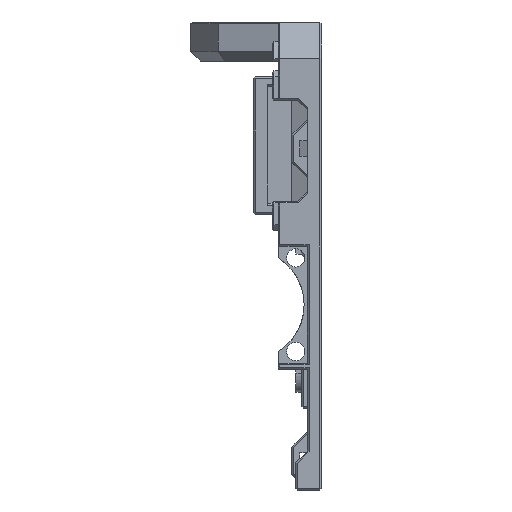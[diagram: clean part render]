
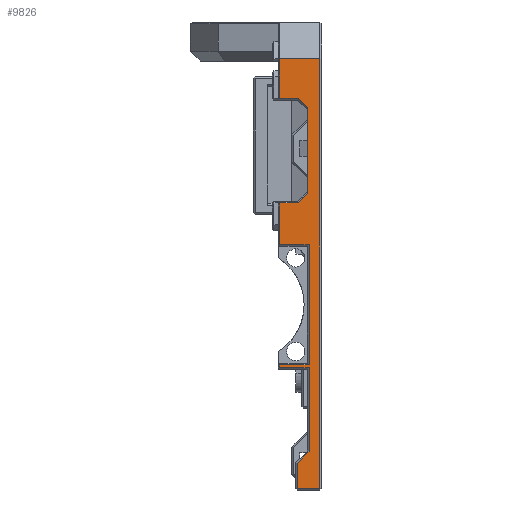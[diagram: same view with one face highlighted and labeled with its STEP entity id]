
A CAD part, left-side view. The second image highlights one B-rep face of the part: STEP entity #9826.
In plain terms, the highlighted planar face has unit normal (-1, 0, 0).
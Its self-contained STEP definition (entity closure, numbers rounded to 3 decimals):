
#268 = CARTESIAN_POINT ( 'NONE',  ( -59.4, 10.7, -24. ) ) ;
#280 = ORIENTED_EDGE ( 'NONE', *, *, #10554, .T. ) ;
#725 = CARTESIAN_POINT ( 'NONE',  ( -59.4, -46.683, 4.717 ) ) ;
#934 = DIRECTION ( 'NONE',  ( 0., 1., 0. ) ) ;
#987 = VECTOR ( 'NONE', #17961, 1000. ) ;
#1180 = ORIENTED_EDGE ( 'NONE', *, *, #18067, .T. ) ;
#1187 = EDGE_CURVE ( 'NONE', #20264, #23209, #8506, .T. ) ;
#1332 = CARTESIAN_POINT ( 'NONE',  ( -59.4, 10.7, 7.9 ) ) ;
#1385 = DIRECTION ( 'NONE',  ( 0., 0., -1. ) ) ;
#1585 = EDGE_CURVE ( 'NONE', #20280, #11259, #14036, .T. ) ;
#1901 = VERTEX_POINT ( 'NONE', #7600 ) ;
#2388 = LINE ( 'NONE', #268, #2762 ) ;
#2393 = VECTOR ( 'NONE', #15551, 1000. ) ;
#2547 = EDGE_CURVE ( 'NONE', #21790, #12536, #7679, .T. ) ;
#2738 = EDGE_CURVE ( 'NONE', #20264, #24089, #4525, .T. ) ;
#2762 = VECTOR ( 'NONE', #10128, 1000. ) ;
#2850 = LINE ( 'NONE', #13890, #22981 ) ;
#2944 = VECTOR ( 'NONE', #14142, 1000. ) ;
#3023 = VERTEX_POINT ( 'NONE', #24729 ) ;
#3359 = ORIENTED_EDGE ( 'NONE', *, *, #1585, .T. ) ;
#3387 = CARTESIAN_POINT ( 'NONE',  ( -59.4, 0.4, 55.6 ) ) ;
#3551 = CARTESIAN_POINT ( 'NONE',  ( -59.4, 3.6, 55. ) ) ;
#3682 = EDGE_CURVE ( 'NONE', #15974, #7762, #10544, .T. ) ;
#3994 = CARTESIAN_POINT ( 'NONE',  ( -59.4, 3.6, -23.6 ) ) ;
#4120 = DIRECTION ( 'NONE',  ( 0., 0., -1. ) ) ;
#4175 = EDGE_CURVE ( 'NONE', #13879, #16094, #17418, .T. ) ;
#4379 = CARTESIAN_POINT ( 'NONE',  ( -59.4, 3.2, 55. ) ) ;
#4525 = LINE ( 'NONE', #8622, #987 ) ;
#4618 = DIRECTION ( 'NONE',  ( 0., -1., 0. ) ) ;
#4630 = DIRECTION ( 'NONE',  ( 0., -0.707, -0.707 ) ) ;
#4745 = LINE ( 'NONE', #12391, #24612 ) ;
#4748 = ORIENTED_EDGE ( 'NONE', *, *, #1187, .F. ) ;
#5234 = VERTEX_POINT ( 'NONE', #23318 ) ;
#5235 = EDGE_CURVE ( 'NONE', #1901, #3023, #19416, .T. ) ;
#5249 = LINE ( 'NONE', #3387, #8748 ) ;
#5252 = CARTESIAN_POINT ( 'NONE',  ( -59.4, 3.6, 18.6 ) ) ;
#5284 = FACE_OUTER_BOUND ( 'NONE', #6189, .T. ) ;
#5380 = VECTOR ( 'NONE', #4618, 1000. ) ;
#6189 = EDGE_LOOP ( 'NONE', ( #19586, #13192, #17086, #21294, #1180, #6969, #4748, #12625, #7635, #280, #3359, #11371, #18054, #23468, #12498, #6653, #23165, #21203 ) ) ;
#6205 = VECTOR ( 'NONE', #934, 1000. ) ;
#6486 = CARTESIAN_POINT ( 'NONE',  ( -59.4, 3.6, 7.9 ) ) ;
#6653 = ORIENTED_EDGE ( 'NONE', *, *, #20877, .T. ) ;
#6969 = ORIENTED_EDGE ( 'NONE', *, *, #17361, .T. ) ;
#7108 = CARTESIAN_POINT ( 'NONE',  ( -59.4, 10.7, 18.6 ) ) ;
#7353 = CARTESIAN_POINT ( 'NONE',  ( -59.4, 5.934, 18.6 ) ) ;
#7374 = EDGE_CURVE ( 'NONE', #24089, #13832, #24094, .T. ) ;
#7596 = DIRECTION ( 'NONE',  ( 0., -1., 0. ) ) ;
#7600 = CARTESIAN_POINT ( 'NONE',  ( -59.4, 3.2, -45.166 ) ) ;
#7635 = ORIENTED_EDGE ( 'NONE', *, *, #7374, .T. ) ;
#7643 = EDGE_CURVE ( 'NONE', #21791, #13879, #2388, .T. ) ;
#7679 = LINE ( 'NONE', #13352, #22631 ) ;
#7762 = VERTEX_POINT ( 'NONE', #8593 ) ;
#7852 = LINE ( 'NONE', #4379, #2393 ) ;
#7973 = LINE ( 'NONE', #17310, #20957 ) ;
#8506 = LINE ( 'NONE', #12056, #24236 ) ;
#8593 = CARTESIAN_POINT ( 'NONE',  ( -59.4, 10.7, 55.6 ) ) ;
#8618 = DIRECTION ( 'NONE',  ( 0., 1., 0. ) ) ;
#8622 = CARTESIAN_POINT ( 'NONE',  ( -59.4, -13.433, 37.967 ) ) ;
#8711 = LINE ( 'NONE', #18165, #2944 ) ;
#8748 = VECTOR ( 'NONE', #18682, 1000. ) ;
#9064 = CARTESIAN_POINT ( 'NONE',  ( -59.4, 3.6, 20.934 ) ) ;
#9826 = ADVANCED_FACE ( 'NONE', ( #5284 ), #21241, .F. ) ;
#10128 = DIRECTION ( 'NONE',  ( 0., 0., -1. ) ) ;
#10177 = CARTESIAN_POINT ( 'NONE',  ( -59.4, 10.7, -23.6 ) ) ;
#10468 = VECTOR ( 'NONE', #21284, 1000. ) ;
#10544 = LINE ( 'NONE', #12824, #6205 ) ;
#10554 = EDGE_CURVE ( 'NONE', #13832, #20280, #15969, .T. ) ;
#10782 = CARTESIAN_POINT ( 'NONE',  ( -59.4, 0.4, 55.6 ) ) ;
#11259 = VERTEX_POINT ( 'NONE', #14782 ) ;
#11311 = EDGE_CURVE ( 'NONE', #12536, #15974, #5249, .T. ) ;
#11371 = ORIENTED_EDGE ( 'NONE', *, *, #11391, .T. ) ;
#11391 = EDGE_CURVE ( 'NONE', #11259, #20864, #7852, .T. ) ;
#12056 = CARTESIAN_POINT ( 'NONE',  ( -59.4, 3.6, 19. ) ) ;
#12391 = CARTESIAN_POINT ( 'NONE',  ( -59.4, 3.6, 45.4 ) ) ;
#12452 = CARTESIAN_POINT ( 'NONE',  ( -59.4, 10.7, -22.9 ) ) ;
#12498 = ORIENTED_EDGE ( 'NONE', *, *, #4175, .T. ) ;
#12536 = VERTEX_POINT ( 'NONE', #13281 ) ;
#12625 = ORIENTED_EDGE ( 'NONE', *, *, #2738, .T. ) ;
#12824 = CARTESIAN_POINT ( 'NONE',  ( -59.4, 3.6, 55.6 ) ) ;
#12942 = DIRECTION ( 'NONE',  ( 1., 0., 0. ) ) ;
#13192 = ORIENTED_EDGE ( 'NONE', *, *, #11311, .T. ) ;
#13281 = CARTESIAN_POINT ( 'NONE',  ( -59.4, 0.4, -54.6 ) ) ;
#13352 = CARTESIAN_POINT ( 'NONE',  ( -59.4, 3.6, -54.6 ) ) ;
#13530 = CARTESIAN_POINT ( 'NONE',  ( -59.4, 3.2, -23.6 ) ) ;
#13712 = CARTESIAN_POINT ( 'NONE',  ( -59.4, 10.7, 7.5 ) ) ;
#13832 = VERTEX_POINT ( 'NONE', #7108 ) ;
#13878 = VECTOR ( 'NONE', #21447, 1000. ) ;
#13879 = VERTEX_POINT ( 'NONE', #10177 ) ;
#13890 = CARTESIAN_POINT ( 'NONE',  ( -59.4, 10.7, 7.5 ) ) ;
#14036 = LINE ( 'NONE', #6486, #5380 ) ;
#14142 = DIRECTION ( 'NONE',  ( 0., 1., 0. ) ) ;
#14782 = CARTESIAN_POINT ( 'NONE',  ( -59.4, 3.2, 7.9 ) ) ;
#14850 = DIRECTION ( 'NONE',  ( 0., -1., 0. ) ) ;
#15551 = DIRECTION ( 'NONE',  ( 0., 0., -1. ) ) ;
#15683 = AXIS2_PLACEMENT_3D ( 'NONE', #3551, #12942, #20766 ) ;
#15781 = DIRECTION ( 'NONE',  ( 0., 0., -1. ) ) ;
#15969 = LINE ( 'NONE', #13712, #10468 ) ;
#15974 = VERTEX_POINT ( 'NONE', #10782 ) ;
#16091 = EDGE_CURVE ( 'NONE', #3023, #21790, #7973, .T. ) ;
#16094 = VERTEX_POINT ( 'NONE', #13530 ) ;
#16438 = LINE ( 'NONE', #23958, #18687 ) ;
#16552 = EDGE_CURVE ( 'NONE', #7762, #5234, #2850, .T. ) ;
#16556 = CARTESIAN_POINT ( 'NONE',  ( -59.4, 3.2, -22.9 ) ) ;
#16563 = CARTESIAN_POINT ( 'NONE',  ( -59.4, 9.567, 49.033 ) ) ;
#16633 = CARTESIAN_POINT ( 'NONE',  ( -59.4, 5.934, 45.4 ) ) ;
#17086 = ORIENTED_EDGE ( 'NONE', *, *, #3682, .T. ) ;
#17310 = CARTESIAN_POINT ( 'NONE',  ( -59.4, 6.2, -55. ) ) ;
#17361 = EDGE_CURVE ( 'NONE', #20257, #23209, #21971, .T. ) ;
#17418 = LINE ( 'NONE', #3994, #24676 ) ;
#17756 = EDGE_CURVE ( 'NONE', #20864, #21791, #8711, .T. ) ;
#17761 = VECTOR ( 'NONE', #4630, 1000. ) ;
#17961 = DIRECTION ( 'NONE',  ( 0., 0.707, -0.707 ) ) ;
#18054 = ORIENTED_EDGE ( 'NONE', *, *, #17756, .T. ) ;
#18067 = EDGE_CURVE ( 'NONE', #5234, #20257, #4745, .T. ) ;
#18165 = CARTESIAN_POINT ( 'NONE',  ( -59.4, 3.6, -22.9 ) ) ;
#18682 = DIRECTION ( 'NONE',  ( 0., 0., 1. ) ) ;
#18687 = VECTOR ( 'NONE', #1385, 1000. ) ;
#19416 = LINE ( 'NONE', #725, #13878 ) ;
#19586 = ORIENTED_EDGE ( 'NONE', *, *, #2547, .T. ) ;
#20075 = DIRECTION ( 'NONE',  ( 0., -1., 0. ) ) ;
#20257 = VERTEX_POINT ( 'NONE', #16633 ) ;
#20264 = VERTEX_POINT ( 'NONE', #9064 ) ;
#20280 = VERTEX_POINT ( 'NONE', #1332 ) ;
#20766 = DIRECTION ( 'NONE',  ( 0., 0., -1. ) ) ;
#20864 = VERTEX_POINT ( 'NONE', #16556 ) ;
#20877 = EDGE_CURVE ( 'NONE', #16094, #1901, #16438, .T. ) ;
#20957 = VECTOR ( 'NONE', #4120, 1000. ) ;
#21203 = ORIENTED_EDGE ( 'NONE', *, *, #16091, .T. ) ;
#21241 = PLANE ( 'NONE',  #15683 ) ;
#21284 = DIRECTION ( 'NONE',  ( 0., 0., -1. ) ) ;
#21294 = ORIENTED_EDGE ( 'NONE', *, *, #16552, .T. ) ;
#21447 = DIRECTION ( 'NONE',  ( 0., 0.707, -0.707 ) ) ;
#21600 = VECTOR ( 'NONE', #8618, 1000. ) ;
#21790 = VERTEX_POINT ( 'NONE', #22284 ) ;
#21791 = VERTEX_POINT ( 'NONE', #12452 ) ;
#21971 = LINE ( 'NONE', #16563, #17761 ) ;
#22109 = DIRECTION ( 'NONE',  ( 0., 0., 1. ) ) ;
#22284 = CARTESIAN_POINT ( 'NONE',  ( -59.4, 6.2, -54.6 ) ) ;
#22631 = VECTOR ( 'NONE', #14850, 1000. ) ;
#22981 = VECTOR ( 'NONE', #15781, 1000. ) ;
#23165 = ORIENTED_EDGE ( 'NONE', *, *, #5235, .T. ) ;
#23209 = VERTEX_POINT ( 'NONE', #24655 ) ;
#23318 = CARTESIAN_POINT ( 'NONE',  ( -59.4, 10.7, 45.4 ) ) ;
#23468 = ORIENTED_EDGE ( 'NONE', *, *, #7643, .T. ) ;
#23958 = CARTESIAN_POINT ( 'NONE',  ( -59.4, 3.2, 55. ) ) ;
#24089 = VERTEX_POINT ( 'NONE', #7353 ) ;
#24094 = LINE ( 'NONE', #5252, #21600 ) ;
#24236 = VECTOR ( 'NONE', #22109, 1000. ) ;
#24612 = VECTOR ( 'NONE', #20075, 1000. ) ;
#24655 = CARTESIAN_POINT ( 'NONE',  ( -59.4, 3.6, 43.066 ) ) ;
#24676 = VECTOR ( 'NONE', #7596, 1000. ) ;
#24729 = CARTESIAN_POINT ( 'NONE',  ( -59.4, 6.2, -48.166 ) ) ;
